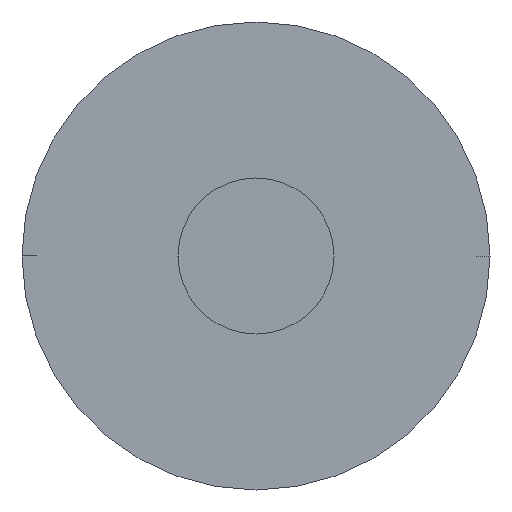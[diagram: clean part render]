
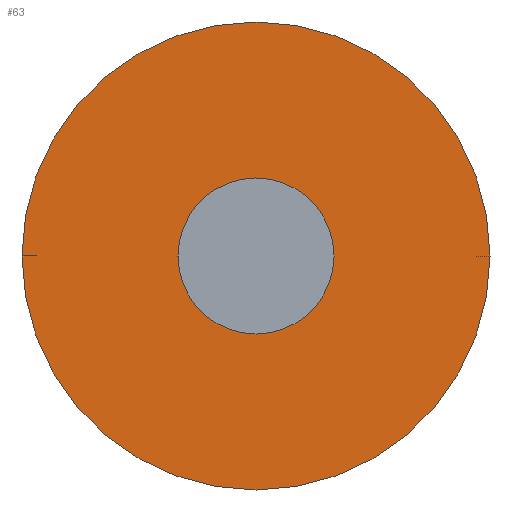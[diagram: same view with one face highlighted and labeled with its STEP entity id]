
A CAD part, left-side view. The second image highlights one B-rep face of the part: STEP entity #63.
In plain terms, the highlighted planar face has unit normal (-1, 0, 0).
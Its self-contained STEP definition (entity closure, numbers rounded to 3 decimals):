
#4 = ORIENTED_EDGE ( 'NONE', *, *, #172, .F. ) ;
#17 = DIRECTION ( 'NONE',  ( -1., 0., 0. ) ) ;
#20 = FACE_BOUND ( 'NONE', #28, .T. ) ;
#23 = VERTEX_POINT ( 'NONE', #56 ) ;
#28 = EDGE_LOOP ( 'NONE', ( #141, #155 ) ) ;
#29 = DIRECTION ( 'NONE',  ( 1., 0., 0. ) ) ;
#33 = CIRCLE ( 'NONE', #65, 15. ) ;
#41 = AXIS2_PLACEMENT_3D ( 'NONE', #118, #187, #45 ) ;
#42 = FACE_OUTER_BOUND ( 'NONE', #91, .T. ) ;
#45 = DIRECTION ( 'NONE',  ( 0., 1., 0. ) ) ;
#54 = EDGE_CURVE ( 'NONE', #189, #23, #143, .T. ) ;
#56 = CARTESIAN_POINT ( 'NONE',  ( 0., -5., 0. ) ) ;
#59 = CIRCLE ( 'NONE', #74, 5. ) ;
#60 = VERTEX_POINT ( 'NONE', #81 ) ;
#63 = ADVANCED_FACE ( 'NONE', ( #20, #42 ), #130, .T. ) ;
#65 = AXIS2_PLACEMENT_3D ( 'NONE', #178, #190, #92 ) ;
#74 = AXIS2_PLACEMENT_3D ( 'NONE', #173, #188, #170 ) ;
#79 = CARTESIAN_POINT ( 'NONE',  ( 0., 15., 0. ) ) ;
#80 = AXIS2_PLACEMENT_3D ( 'NONE', #102, #29, #84 ) ;
#81 = CARTESIAN_POINT ( 'NONE',  ( 0., -15., 0. ) ) ;
#84 = DIRECTION ( 'NONE',  ( 0., 1., 0. ) ) ;
#91 = EDGE_LOOP ( 'NONE', ( #4, #144 ) ) ;
#92 = DIRECTION ( 'NONE',  ( 0., 1., 0. ) ) ;
#99 = AXIS2_PLACEMENT_3D ( 'NONE', #100, #17, #128 ) ;
#100 = CARTESIAN_POINT ( 'NONE',  ( 0., 15., 0. ) ) ;
#102 = CARTESIAN_POINT ( 'NONE',  ( 0., 0., 0. ) ) ;
#118 = CARTESIAN_POINT ( 'NONE',  ( 0., 0., 0. ) ) ;
#125 = CIRCLE ( 'NONE', #41, 15. ) ;
#128 = DIRECTION ( 'NONE',  ( 0., -1., 0. ) ) ;
#130 = PLANE ( 'NONE',  #99 ) ;
#141 = ORIENTED_EDGE ( 'NONE', *, *, #54, .T. ) ;
#143 = CIRCLE ( 'NONE', #80, 5. ) ;
#144 = ORIENTED_EDGE ( 'NONE', *, *, #165, .F. ) ;
#146 = CARTESIAN_POINT ( 'NONE',  ( 0., 5., 0. ) ) ;
#150 = EDGE_CURVE ( 'NONE', #23, #189, #59, .T. ) ;
#155 = ORIENTED_EDGE ( 'NONE', *, *, #150, .T. ) ;
#165 = EDGE_CURVE ( 'NONE', #169, #60, #125, .T. ) ;
#169 = VERTEX_POINT ( 'NONE', #79 ) ;
#170 = DIRECTION ( 'NONE',  ( 0., 1., 0. ) ) ;
#172 = EDGE_CURVE ( 'NONE', #60, #169, #33, .T. ) ;
#173 = CARTESIAN_POINT ( 'NONE',  ( 0., 0., 0. ) ) ;
#178 = CARTESIAN_POINT ( 'NONE',  ( 0., 0., 0. ) ) ;
#187 = DIRECTION ( 'NONE',  ( 1., 0., 0. ) ) ;
#188 = DIRECTION ( 'NONE',  ( 1., 0., 0. ) ) ;
#189 = VERTEX_POINT ( 'NONE', #146 ) ;
#190 = DIRECTION ( 'NONE',  ( 1., 0., 0. ) ) ;
